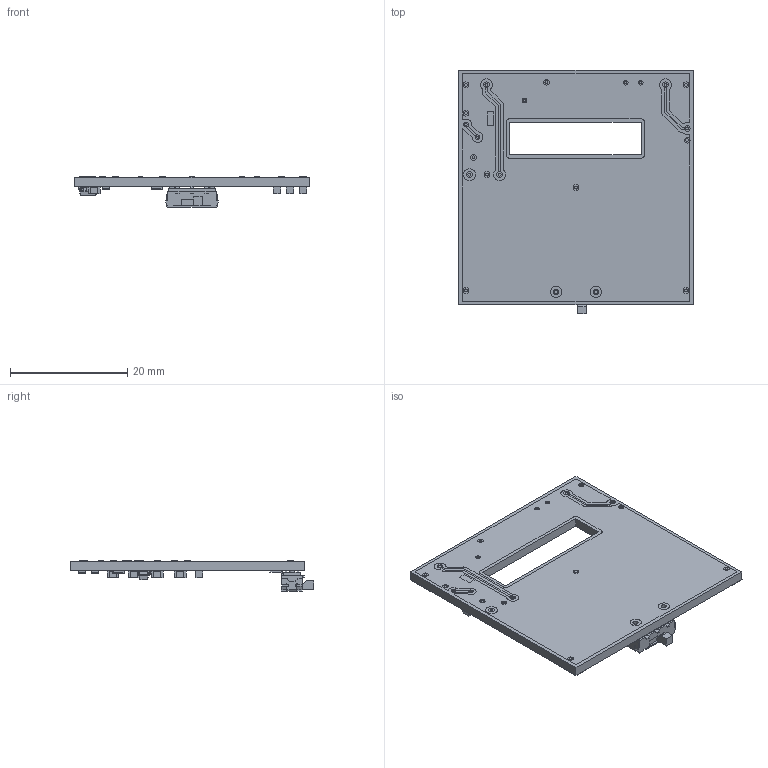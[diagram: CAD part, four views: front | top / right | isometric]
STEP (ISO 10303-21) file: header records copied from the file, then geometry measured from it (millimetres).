
FILE_DESCRIPTION(('FreeCAD Model'),'2;1');
FILE_NAME('Top.step','2019-10-03T14:35:59',( 'Author'),(''),'Open CASCADE STEP processor 7.3','FreeCAD','Unknown' );
FILE_SCHEMA(('AUTOMOTIVE_DESIGN { 1 0 10303 214 1 1 1 1 }'));
Length unit declared in the file: millimetre
Products named in the file (22): Top001; Board_Geoms; Local_CS; Pcb; PCB_Sketch; topTracks; botTracks; Step_Models; Bot; SW1_1_5D87707B; U2_SOT_23_5_5D8777B4; C2_C_0805_2012Metric_5D94FF89; C3_C_0805_2012Metric_5D94FF99; C4_C_0805_2012Metric_5D94FFA9; C5_C_0805_2012Metric_5D94FFB9; C6_C_0805_2012Metric_5D94FFC9; C7_C_0805_2012Metric_5D950188; R1_R_0805_2012Metric_5D94FFE9; R2_R_0805_2012Metric_5D94FFF9; R3_R_0805_2012Metric_5D950009; R4_R_0805_2012Metric_5D950019; R5_R_0805_2012Metric_5D950029
Assembly tree (21 placements, depth 4):
  Top001
    Board_Geoms
      Local_CS
      Pcb
      PCB_Sketch
      topTracks
      botTracks
    Step_Models
      Bot
        SW1_1_5D87707B
        U2_SOT_23_5_5D8777B4
        C2_C_0805_2012Metric_5D94FF89
        C3_C_0805_2012Metric_5D94FF99
        C4_C_0805_2012Metric_5D94FFA9
        C5_C_0805_2012Metric_5D94FFB9
        C6_C_0805_2012Metric_5D94FFC9
        C7_C_0805_2012Metric_5D950188
        R1_R_0805_2012Metric_5D94FFE9
        R2_R_0805_2012Metric_5D94FFF9
        R3_R_0805_2012Metric_5D950009
        R4_R_0805_2012Metric_5D950019
        R5_R_0805_2012Metric_5D950029
Bounding box: 40.1 x 41.6 x 5.15 mm (x, y, z)
Volume: 2484.8 mm3; surface area: 6087.7 mm2
Topology: 14 solids, 140 shells, 822 faces, 5589 edges, 4947 vertices
Faces by surface type: plane 570, cylinder 174, extrusion 47, bspline 29, cone 2
Full cylindrical faces by diameter (mm): 0.8 x2, 0.9 x2
Entity records: 57374 total; most frequent: CARTESIAN_POINT 12226, ORIENTED_EDGE 7437, DIRECTION 7401, EDGE_CURVE 5581, VECTOR 5141, LINE 5094, VERTEX_POINT 4931, AXIS2_PLACEMENT_3D 1130
